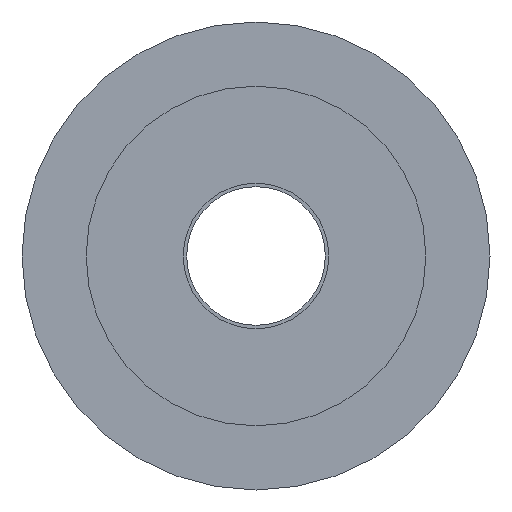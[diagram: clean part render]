
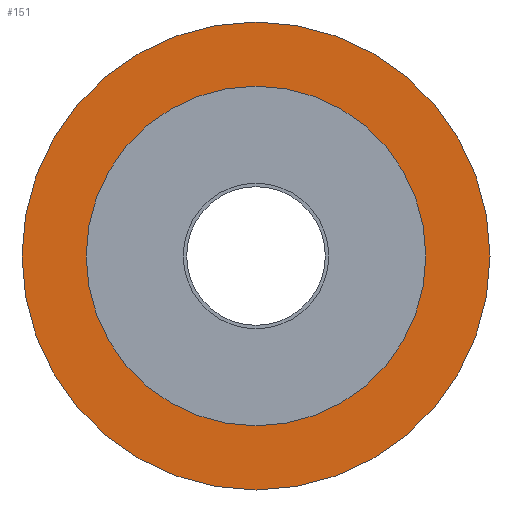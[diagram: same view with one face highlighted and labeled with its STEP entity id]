
A CAD part, front view. The second image highlights one B-rep face of the part: STEP entity #151.
In plain terms, the highlighted planar face has unit normal (0, -1, 0).
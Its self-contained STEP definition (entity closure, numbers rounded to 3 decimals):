
#12 = CARTESIAN_POINT ( 'NONE',  ( 0., 2., -6.75 ) ) ;
#60 = VERTEX_POINT ( 'NONE', #12 ) ;
#85 = CIRCLE ( 'NONE', #282, 6.75 ) ;
#98 = FACE_OUTER_BOUND ( 'NONE', #363, .T. ) ;
#117 = EDGE_CURVE ( 'NONE', #272, #424, #521, .T. ) ;
#140 = DIRECTION ( 'NONE',  ( 0., 0., -1. ) ) ;
#146 = EDGE_LOOP ( 'NONE', ( #495, #511 ) ) ;
#151 = ADVANCED_FACE ( 'NONE', ( #350, #98 ), #395, .F. ) ;
#177 = ORIENTED_EDGE ( 'NONE', *, *, #471, .T. ) ;
#193 = DIRECTION ( 'NONE',  ( 0., 0., -1. ) ) ;
#197 = CARTESIAN_POINT ( 'NONE',  ( 0., 2., 6.75 ) ) ;
#203 = DIRECTION ( 'NONE',  ( 0., -1., 0. ) ) ;
#214 = DIRECTION ( 'NONE',  ( 0., 0., 1. ) ) ;
#226 = CARTESIAN_POINT ( 'NONE',  ( 0., 2., 0. ) ) ;
#272 = VERTEX_POINT ( 'NONE', #403 ) ;
#282 = AXIS2_PLACEMENT_3D ( 'NONE', #670, #724, #683 ) ;
#299 = CIRCLE ( 'NONE', #688, 4.9 ) ;
#342 = EDGE_CURVE ( 'NONE', #424, #272, #299, .T. ) ;
#350 = FACE_BOUND ( 'NONE', #146, .T. ) ;
#363 = EDGE_LOOP ( 'NONE', ( #177, #514 ) ) ;
#386 = DIRECTION ( 'NONE',  ( 0., -1., 0. ) ) ;
#395 = PLANE ( 'NONE',  #708 ) ;
#403 = CARTESIAN_POINT ( 'NONE',  ( 0., 2., -4.9 ) ) ;
#414 = VERTEX_POINT ( 'NONE', #197 ) ;
#424 = VERTEX_POINT ( 'NONE', #443 ) ;
#443 = CARTESIAN_POINT ( 'NONE',  ( 0., 2., 4.9 ) ) ;
#462 = CARTESIAN_POINT ( 'NONE',  ( 0., 2., 0. ) ) ;
#471 = EDGE_CURVE ( 'NONE', #60, #414, #584, .T. ) ;
#495 = ORIENTED_EDGE ( 'NONE', *, *, #117, .F. ) ;
#511 = ORIENTED_EDGE ( 'NONE', *, *, #342, .F. ) ;
#514 = ORIENTED_EDGE ( 'NONE', *, *, #550, .T. ) ;
#517 = DIRECTION ( 'NONE',  ( 0., -1., 0. ) ) ;
#521 = CIRCLE ( 'NONE', #555, 4.9 ) ;
#550 = EDGE_CURVE ( 'NONE', #414, #60, #85, .T. ) ;
#555 = AXIS2_PLACEMENT_3D ( 'NONE', #462, #517, #565 ) ;
#565 = DIRECTION ( 'NONE',  ( 0., 0., -1. ) ) ;
#574 = DIRECTION ( 'NONE',  ( 0., 1., 0. ) ) ;
#584 = CIRCLE ( 'NONE', #596, 6.75 ) ;
#596 = AXIS2_PLACEMENT_3D ( 'NONE', #656, #386, #193 ) ;
#656 = CARTESIAN_POINT ( 'NONE',  ( 0., 2., 0. ) ) ;
#670 = CARTESIAN_POINT ( 'NONE',  ( 0., 2., 0. ) ) ;
#683 = DIRECTION ( 'NONE',  ( 0., 0., -1. ) ) ;
#688 = AXIS2_PLACEMENT_3D ( 'NONE', #702, #203, #140 ) ;
#702 = CARTESIAN_POINT ( 'NONE',  ( 0., 2., 0. ) ) ;
#708 = AXIS2_PLACEMENT_3D ( 'NONE', #226, #574, #214 ) ;
#724 = DIRECTION ( 'NONE',  ( 0., -1., 0. ) ) ;
